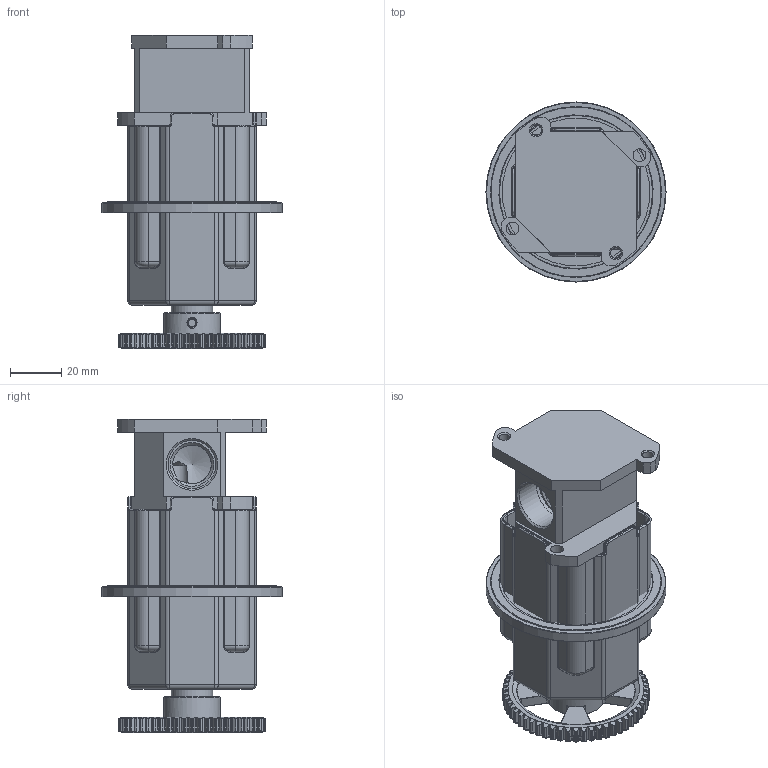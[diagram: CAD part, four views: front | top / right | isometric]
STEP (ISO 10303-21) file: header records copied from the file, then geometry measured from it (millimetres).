
FILE_DESCRIPTION(/* description */ ('Unknown'),/* implementation_level */ '2;1');
FILE_NAME(/* name */ 'CW031-00',/* time_stamp */ '2019-11-05T17:40:47+01:00',/* author */ ('Unknown'),/* organization */ ('Unknown'),/* preprocessor_version */ 'ST-DEVELOPER v16.7',/* originating_system */ 'DEX',/* authorisation */ $);
FILE_SCHEMA (('AUTOMOTIVE_DESIGN {1 0 10303 214 3 1 1}'));
Products named in the file (20): CW031-00; CB031-01 R1; CB005-14; CB029-13; CW031-01; CB031-04; CB031-05 rel1; CW003-001; Mix-Progressiv29; CW003-02; CW004-01; CB006-08; CW031-02; CW031-03; CW003-07; CW003-08; CW031-05; CW031-04; CW003-06; CW003-10
Assembly tree (20 placements, depth 3):
  CW031-00
    CB031-01 R1
    CB005-14
    CB029-13
    CW031-01
    CB031-04
    CB031-05 rel1
    CW003-001
      Mix-Progressiv29
    CW003-02
    CW004-01
    CB006-08
    CW031-02
    CW031-03
    CW003-07
    CW003-08
    CW031-05
    CW031-04  x2
    CW003-06
    CW003-10
Bounding box: 70 x 70 x 121.75 mm (x, y, z)
Volume: 124843.3 mm3; surface area: 108858.1 mm2
Topology: 18 solids, 19 shells, 2627 faces, 6376 edges, 3792 vertices
Faces by surface type: cylinder 882, bspline 776, plane 469, torus 373, cone 99, sphere 28
Full cylindrical faces by diameter (mm): 3.242 x1, 3.35 x1, 4 x2, 4.134 x2, 4.2 x1, 4.8 x2, 5 x6, 5.8 x1, 6.5 x2, 6.95 x1, 7 x3, 7.3 x1, 7.5 x2, 8 x2, 8.85 x1, 9 x1, 11 x2, 11.3 x1, 11.5 x1, 12 x2, 12.5 x1, 13.2 x2, 14 x2, 14.2 x1, 15 x1, 16 x2, 18 x1, 18.631 x6, 19.925 x1, 20.5 x1
Entity records: 98413 total; most frequent: CARTESIAN_POINT 28448, ORIENTED_EDGE 12148, DIRECTION 10728, EDGE_CURVE 6074, AXIS2_PLACEMENT_3D 4494, VERTEX_POINT 3701, FACE_BOUND 2889, EDGE_LOOP 2879
